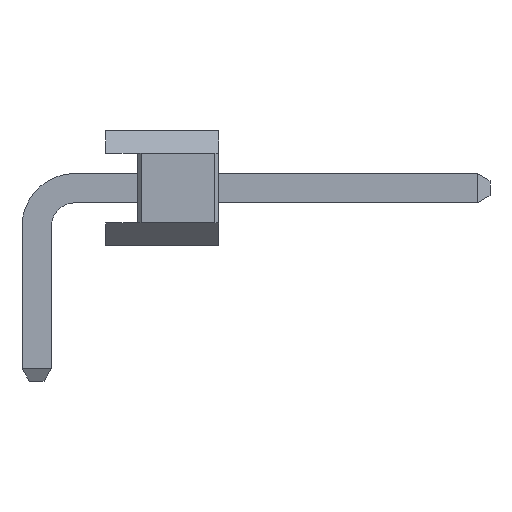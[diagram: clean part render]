
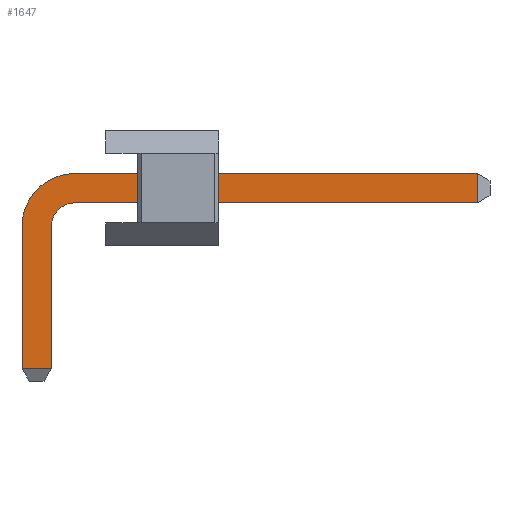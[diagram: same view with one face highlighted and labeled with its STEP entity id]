
A CAD part, left-side view. The second image highlights one B-rep face of the part: STEP entity #1647.
In plain terms, the highlighted planar face has unit normal (-1, 0, 0).
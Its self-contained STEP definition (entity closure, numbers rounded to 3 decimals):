
#1647=ADVANCED_FACE('',(#2961),#2963,.T.);
#2961=FACE_BOUND('',#2962,.T.);
#2962=EDGE_LOOP('',(#3824,#3825,#3826,#3827,#3828,#3829,#3830,#3831));
#2963=PLANE('',#2964);
#2964=AXIS2_PLACEMENT_3D('',#2965,#2966,#2967);
#2965=CARTESIAN_POINT('',(-0.325,-1.525,1.595));
#2966=DIRECTION('',(-1.,-0.,0.));
#2967=DIRECTION('',(0.,0.,-1.));
#3824=ORIENTED_EDGE('',*,*,#4272,.F.);
#3825=ORIENTED_EDGE('',*,*,#4274,.F.);
#3826=ORIENTED_EDGE('',*,*,#4275,.F.);
#3827=ORIENTED_EDGE('',*,*,#4276,.T.);
#3828=ORIENTED_EDGE('',*,*,#4277,.F.);
#3829=ORIENTED_EDGE('',*,*,#4278,.F.);
#3830=ORIENTED_EDGE('',*,*,#4279,.T.);
#3831=ORIENTED_EDGE('',*,*,#4264,.T.);
#4264=EDGE_CURVE('',#4904,#4896,#4905,.T.);
#4272=EDGE_CURVE('',#4917,#4896,#4918,.T.);
#4274=EDGE_CURVE('',#4920,#4917,#4921,.T.);
#4275=EDGE_CURVE('',#4922,#4920,#4923,.T.);
#4276=EDGE_CURVE('',#4922,#4924,#4925,.T.);
#4277=EDGE_CURVE('',#4926,#4924,#4927,.T.);
#4278=EDGE_CURVE('',#4928,#4926,#4929,.T.);
#4279=EDGE_CURVE('',#4928,#4904,#4930,.T.);
#4896=VERTEX_POINT('',#6324);
#4904=VERTEX_POINT('',#6340);
#4905=LINE('',#6341,#6342);
#4917=VERTEX_POINT('',#6369);
#4918=LINE('',#6370,#6371);
#4920=VERTEX_POINT('',#6376);
#4921=LINE('',#6377,#6378);
#4922=VERTEX_POINT('',#6380);
#4923=CIRCLE('',#6381,0.52);
#4924=VERTEX_POINT('',#6385);
#4925=LINE('',#6386,#6387);
#4926=VERTEX_POINT('',#6389);
#4927=LINE('',#6390,#6391);
#4928=VERTEX_POINT('',#6393);
#4929=LINE('',#6394,#6395);
#4930=CIRCLE('',#6397,1.17);
#6324=CARTESIAN_POINT('',(-0.325,0.325,-2.719));
#6340=CARTESIAN_POINT('',(-0.325,0.325,0.425));
#6341=CARTESIAN_POINT('',(-0.325,0.325,0.425));
#6342=VECTOR('',#6343,1.);
#6343=DIRECTION('',(0.,0.,-1.));
#6369=CARTESIAN_POINT('',(-0.325,-0.325,-2.719));
#6370=CARTESIAN_POINT('',(-0.325,-0.325,-2.719));
#6371=VECTOR('',#6372,1.);
#6372=DIRECTION('',(0.,1.,0.));
#6376=CARTESIAN_POINT('',(-0.325,-0.325,0.425));
#6377=CARTESIAN_POINT('',(-0.325,-0.325,0.425));
#6378=VECTOR('',#6379,1.);
#6379=DIRECTION('',(0.,0.,-1.));
#6380=CARTESIAN_POINT('',(-0.325,-0.845,0.945));
#6381=AXIS2_PLACEMENT_3D('',#6382,#6383,#6384);
#6382=CARTESIAN_POINT('',(-0.325,-0.845,0.425));
#6383=DIRECTION('',(-1.,0.,0.));
#6384=DIRECTION('',(0.,0.,1.));
#6385=CARTESIAN_POINT('',(-0.325,-9.744,0.945));
#6386=CARTESIAN_POINT('',(-0.325,-0.845,0.945));
#6387=VECTOR('',#6388,1.);
#6388=DIRECTION('',(0.,-1.,0.));
#6389=CARTESIAN_POINT('',(-0.325,-9.744,1.595));
#6390=CARTESIAN_POINT('',(-0.325,-9.744,1.595));
#6391=VECTOR('',#6392,1.);
#6392=DIRECTION('',(0.,0.,-1.));
#6393=CARTESIAN_POINT('',(-0.325,-0.845,1.595));
#6394=CARTESIAN_POINT('',(-0.325,-0.845,1.595));
#6395=VECTOR('',#6396,1.);
#6396=DIRECTION('',(0.,-1.,0.));
#6397=AXIS2_PLACEMENT_3D('',#6398,#6399,#6400);
#6398=CARTESIAN_POINT('',(-0.325,-0.845,0.425));
#6399=DIRECTION('',(-1.,0.,0.));
#6400=DIRECTION('',(0.,0.,1.));
